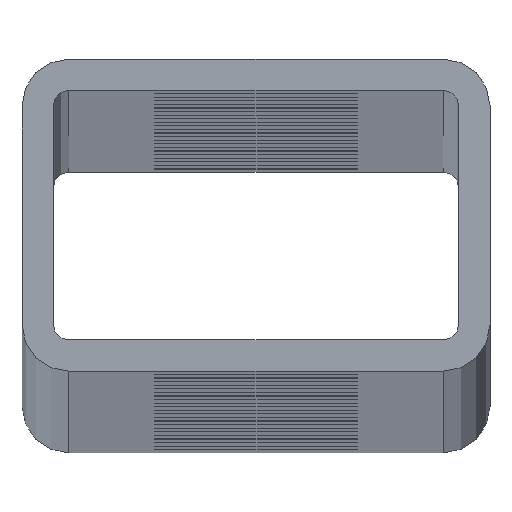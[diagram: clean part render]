
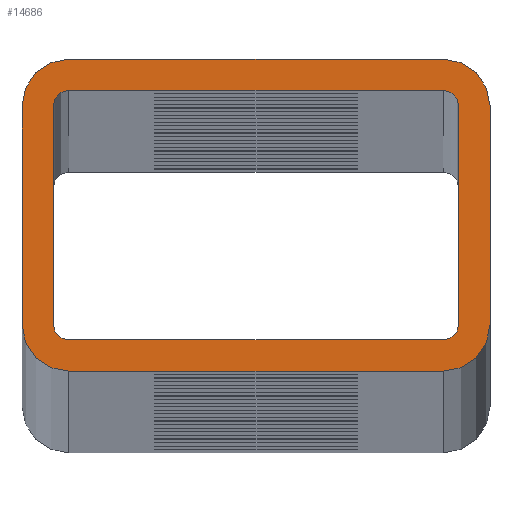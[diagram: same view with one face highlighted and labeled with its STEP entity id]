
A CAD part, top view. The second image highlights one B-rep face of the part: STEP entity #14686.
In plain terms, the highlighted planar face has unit normal (0, 0, 1).
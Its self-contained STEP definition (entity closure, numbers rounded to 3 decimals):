
#4 = VECTOR ( 'NONE', #3863, 1000. ) ;
#212 = EDGE_CURVE ( 'NONE', #13605, #5807, #16178, .T. ) ;
#505 = CARTESIAN_POINT ( 'NONE',  ( -13., -7., 1500. ) ) ;
#550 = VERTEX_POINT ( 'NONE', #16961 ) ;
#566 = LINE ( 'NONE', #12042, #5780 ) ;
#663 = AXIS2_PLACEMENT_3D ( 'NONE', #17041, #2876, #15496 ) ;
#827 = LINE ( 'NONE', #2703, #2540 ) ;
#1167 = CIRCLE ( 'NONE', #11398, 3. ) ;
#1323 = EDGE_CURVE ( 'NONE', #11155, #12247, #1501, .T. ) ;
#1501 = CIRCLE ( 'NONE', #10058, 3. ) ;
#1894 = DIRECTION ( 'NONE',  ( 1., 0., 0. ) ) ;
#1895 = EDGE_LOOP ( 'NONE', ( #3658, #5342, #6830, #9279, #12094, #9181, #3742, #6554 ) ) ;
#2142 = AXIS2_PLACEMENT_3D ( 'NONE', #4636, #6324, #3326 ) ;
#2330 = VERTEX_POINT ( 'NONE', #8661 ) ;
#2540 = VECTOR ( 'NONE', #18688, 1000. ) ;
#2574 = DIRECTION ( 'NONE',  ( 1., 0., 0. ) ) ;
#2703 = CARTESIAN_POINT ( 'NONE',  ( 15., 7., 1500. ) ) ;
#2876 = DIRECTION ( 'NONE',  ( 0., 0., 1. ) ) ;
#3126 = CARTESIAN_POINT ( 'NONE',  ( -15., 7., 1500. ) ) ;
#3169 = EDGE_CURVE ( 'NONE', #2330, #12402, #566, .T. ) ;
#3326 = DIRECTION ( 'NONE',  ( -1., 0., 0. ) ) ;
#3522 = ORIENTED_EDGE ( 'NONE', *, *, #4355, .F. ) ;
#3658 = ORIENTED_EDGE ( 'NONE', *, *, #12894, .T. ) ;
#3742 = ORIENTED_EDGE ( 'NONE', *, *, #1323, .T. ) ;
#3863 = DIRECTION ( 'NONE',  ( 1., 0., 0. ) ) ;
#4159 = LINE ( 'NONE', #11932, #15071 ) ;
#4213 = LINE ( 'NONE', #6023, #4 ) ;
#4316 = AXIS2_PLACEMENT_3D ( 'NONE', #7254, #10503, #2574 ) ;
#4355 = EDGE_CURVE ( 'NONE', #5049, #2330, #11184, .T. ) ;
#4636 = CARTESIAN_POINT ( 'NONE',  ( -12., 7., 1500. ) ) ;
#4641 = CARTESIAN_POINT ( 'NONE',  ( -12., -7., 1500. ) ) ;
#4921 = CARTESIAN_POINT ( 'NONE',  ( 15., -7., 1500. ) ) ;
#5049 = VERTEX_POINT ( 'NONE', #8367 ) ;
#5073 = ORIENTED_EDGE ( 'NONE', *, *, #9128, .F. ) ;
#5342 = ORIENTED_EDGE ( 'NONE', *, *, #18652, .T. ) ;
#5379 = VECTOR ( 'NONE', #11568, 1000. ) ;
#5657 = CARTESIAN_POINT ( 'NONE',  ( 15., 7., 1500. ) ) ;
#5689 = AXIS2_PLACEMENT_3D ( 'NONE', #16139, #14733, #8324 ) ;
#5780 = VECTOR ( 'NONE', #7213, 1000. ) ;
#5807 = VERTEX_POINT ( 'NONE', #3126 ) ;
#5907 = DIRECTION ( 'NONE',  ( 1., 0., 0. ) ) ;
#5930 = CARTESIAN_POINT ( 'NONE',  ( -13., 7., 1500. ) ) ;
#5966 = CARTESIAN_POINT ( 'NONE',  ( -12., 10., 1500. ) ) ;
#6007 = ORIENTED_EDGE ( 'NONE', *, *, #3169, .F. ) ;
#6023 = CARTESIAN_POINT ( 'NONE',  ( -12., -10., 1500. ) ) ;
#6248 = DIRECTION ( 'NONE',  ( 1., 0., 0. ) ) ;
#6318 = AXIS2_PLACEMENT_3D ( 'NONE', #9102, #13848, #5907 ) ;
#6324 = DIRECTION ( 'NONE',  ( 0., 0., 1. ) ) ;
#6554 = ORIENTED_EDGE ( 'NONE', *, *, #20354, .T. ) ;
#6687 = CARTESIAN_POINT ( 'NONE',  ( -12., -8., 1500. ) ) ;
#6755 = DIRECTION ( 'NONE',  ( 0., -1., 0. ) ) ;
#6802 = EDGE_CURVE ( 'NONE', #11824, #550, #1167, .T. ) ;
#6830 = ORIENTED_EDGE ( 'NONE', *, *, #212, .T. ) ;
#7213 = DIRECTION ( 'NONE',  ( -1., 0., 0. ) ) ;
#7254 = CARTESIAN_POINT ( 'NONE',  ( 12., 7., 1500. ) ) ;
#7346 = VECTOR ( 'NONE', #16849, 1000. ) ;
#7401 = CARTESIAN_POINT ( 'NONE',  ( 12., -10., 1500. ) ) ;
#7404 = ORIENTED_EDGE ( 'NONE', *, *, #16545, .F. ) ;
#7434 = CARTESIAN_POINT ( 'NONE',  ( 13., -7., 1500. ) ) ;
#7523 = CARTESIAN_POINT ( 'NONE',  ( -12., -8., 1500. ) ) ;
#8324 = DIRECTION ( 'NONE',  ( 1., 0., 0. ) ) ;
#8367 = CARTESIAN_POINT ( 'NONE',  ( 13., 7., 1500. ) ) ;
#8658 = EDGE_CURVE ( 'NONE', #15796, #5049, #9614, .T. ) ;
#8661 = CARTESIAN_POINT ( 'NONE',  ( 12., 8., 1500. ) ) ;
#9102 = CARTESIAN_POINT ( 'NONE',  ( 12., 7., 1500. ) ) ;
#9110 = CARTESIAN_POINT ( 'NONE',  ( -15., -7., 1500. ) ) ;
#9128 = EDGE_CURVE ( 'NONE', #18472, #18413, #12267, .T. ) ;
#9181 = ORIENTED_EDGE ( 'NONE', *, *, #13388, .T. ) ;
#9279 = ORIENTED_EDGE ( 'NONE', *, *, #18385, .T. ) ;
#9408 = VERTEX_POINT ( 'NONE', #5657 ) ;
#9614 = LINE ( 'NONE', #10010, #5379 ) ;
#9775 = CARTESIAN_POINT ( 'NONE',  ( -12., 7., 1500. ) ) ;
#10010 = CARTESIAN_POINT ( 'NONE',  ( 13., 7., 1500. ) ) ;
#10058 = AXIS2_PLACEMENT_3D ( 'NONE', #13791, #15536, #13859 ) ;
#10105 = VECTOR ( 'NONE', #6755, 1000. ) ;
#10194 = CARTESIAN_POINT ( 'NONE',  ( 12., -8., 1500. ) ) ;
#10204 = CIRCLE ( 'NONE', #6318, 3. ) ;
#10503 = DIRECTION ( 'NONE',  ( 0., 0., 1. ) ) ;
#10726 = ORIENTED_EDGE ( 'NONE', *, *, #8658, .F. ) ;
#10766 = DIRECTION ( 'NONE',  ( 1., 0., 0. ) ) ;
#11155 = VERTEX_POINT ( 'NONE', #7401 ) ;
#11184 = CIRCLE ( 'NONE', #4316, 1. ) ;
#11374 = DIRECTION ( 'NONE',  ( 0., 0., 1. ) ) ;
#11398 = AXIS2_PLACEMENT_3D ( 'NONE', #4641, #11374, #6248 ) ;
#11532 = ORIENTED_EDGE ( 'NONE', *, *, #20390, .F. ) ;
#11544 = LINE ( 'NONE', #5966, #7346 ) ;
#11568 = DIRECTION ( 'NONE',  ( 0., 1., 0. ) ) ;
#11628 = PLANE ( 'NONE',  #14943 ) ;
#11824 = VERTEX_POINT ( 'NONE', #9110 ) ;
#11932 = CARTESIAN_POINT ( 'NONE',  ( -13., 7., 1500. ) ) ;
#12042 = CARTESIAN_POINT ( 'NONE',  ( -12., 8., 1500. ) ) ;
#12094 = ORIENTED_EDGE ( 'NONE', *, *, #6802, .T. ) ;
#12126 = FACE_OUTER_BOUND ( 'NONE', #1895, .T. ) ;
#12247 = VERTEX_POINT ( 'NONE', #4921 ) ;
#12267 = CIRCLE ( 'NONE', #5689, 1. ) ;
#12402 = VERTEX_POINT ( 'NONE', #15067 ) ;
#12767 = EDGE_LOOP ( 'NONE', ( #7404, #17418, #6007, #3522, #10726, #17979, #11532, #5073 ) ) ;
#12894 = EDGE_CURVE ( 'NONE', #9408, #14812, #10204, .T. ) ;
#13045 = CARTESIAN_POINT ( 'NONE',  ( -15., 7., 1500. ) ) ;
#13153 = DIRECTION ( 'NONE',  ( 0., 0., 1. ) ) ;
#13388 = EDGE_CURVE ( 'NONE', #550, #11155, #4213, .T. ) ;
#13580 = DIRECTION ( 'NONE',  ( 0., -1., 0. ) ) ;
#13605 = VERTEX_POINT ( 'NONE', #17826 ) ;
#13791 = CARTESIAN_POINT ( 'NONE',  ( 12., -7., 1500. ) ) ;
#13817 = VERTEX_POINT ( 'NONE', #5930 ) ;
#13848 = DIRECTION ( 'NONE',  ( 0., 0., 1. ) ) ;
#13859 = DIRECTION ( 'NONE',  ( 1., 0., 0. ) ) ;
#13980 = EDGE_CURVE ( 'NONE', #12402, #13817, #16610, .T. ) ;
#14391 = AXIS2_PLACEMENT_3D ( 'NONE', #9775, #19317, #14437 ) ;
#14437 = DIRECTION ( 'NONE',  ( -1., 0., 0. ) ) ;
#14617 = CARTESIAN_POINT ( 'NONE',  ( 12., 10., 1500. ) ) ;
#14686 = ADVANCED_FACE ( 'NONE', ( #12126, #17098 ), #11628, .T. ) ;
#14733 = DIRECTION ( 'NONE',  ( 0., 0., 1. ) ) ;
#14812 = VERTEX_POINT ( 'NONE', #14617 ) ;
#14943 = AXIS2_PLACEMENT_3D ( 'NONE', #18049, #13153, #1894 ) ;
#14971 = CIRCLE ( 'NONE', #663, 1. ) ;
#15067 = CARTESIAN_POINT ( 'NONE',  ( -12., 8., 1500. ) ) ;
#15071 = VECTOR ( 'NONE', #13580, 1000. ) ;
#15446 = LINE ( 'NONE', #7523, #16707 ) ;
#15496 = DIRECTION ( 'NONE',  ( 1., 0., 0. ) ) ;
#15536 = DIRECTION ( 'NONE',  ( 0., 0., 1. ) ) ;
#15796 = VERTEX_POINT ( 'NONE', #7434 ) ;
#16139 = CARTESIAN_POINT ( 'NONE',  ( -12., -7., 1500. ) ) ;
#16178 = CIRCLE ( 'NONE', #2142, 3. ) ;
#16545 = EDGE_CURVE ( 'NONE', #13817, #18472, #4159, .T. ) ;
#16610 = CIRCLE ( 'NONE', #14391, 1. ) ;
#16707 = VECTOR ( 'NONE', #10766, 1000. ) ;
#16849 = DIRECTION ( 'NONE',  ( -1., 0., 0. ) ) ;
#16961 = CARTESIAN_POINT ( 'NONE',  ( -12., -10., 1500. ) ) ;
#17041 = CARTESIAN_POINT ( 'NONE',  ( 12., -7., 1500. ) ) ;
#17098 = FACE_BOUND ( 'NONE', #12767, .T. ) ;
#17418 = ORIENTED_EDGE ( 'NONE', *, *, #13980, .F. ) ;
#17826 = CARTESIAN_POINT ( 'NONE',  ( -12., 10., 1500. ) ) ;
#17979 = ORIENTED_EDGE ( 'NONE', *, *, #20081, .F. ) ;
#18049 = CARTESIAN_POINT ( 'NONE',  ( 12., 7., 1500. ) ) ;
#18385 = EDGE_CURVE ( 'NONE', #5807, #11824, #20496, .T. ) ;
#18413 = VERTEX_POINT ( 'NONE', #6687 ) ;
#18472 = VERTEX_POINT ( 'NONE', #505 ) ;
#18652 = EDGE_CURVE ( 'NONE', #14812, #13605, #11544, .T. ) ;
#18688 = DIRECTION ( 'NONE',  ( 0., 1., 0. ) ) ;
#19317 = DIRECTION ( 'NONE',  ( 0., 0., 1. ) ) ;
#19793 = VERTEX_POINT ( 'NONE', #10194 ) ;
#20081 = EDGE_CURVE ( 'NONE', #19793, #15796, #14971, .T. ) ;
#20354 = EDGE_CURVE ( 'NONE', #12247, #9408, #827, .T. ) ;
#20390 = EDGE_CURVE ( 'NONE', #18413, #19793, #15446, .T. ) ;
#20496 = LINE ( 'NONE', #13045, #10105 ) ;
